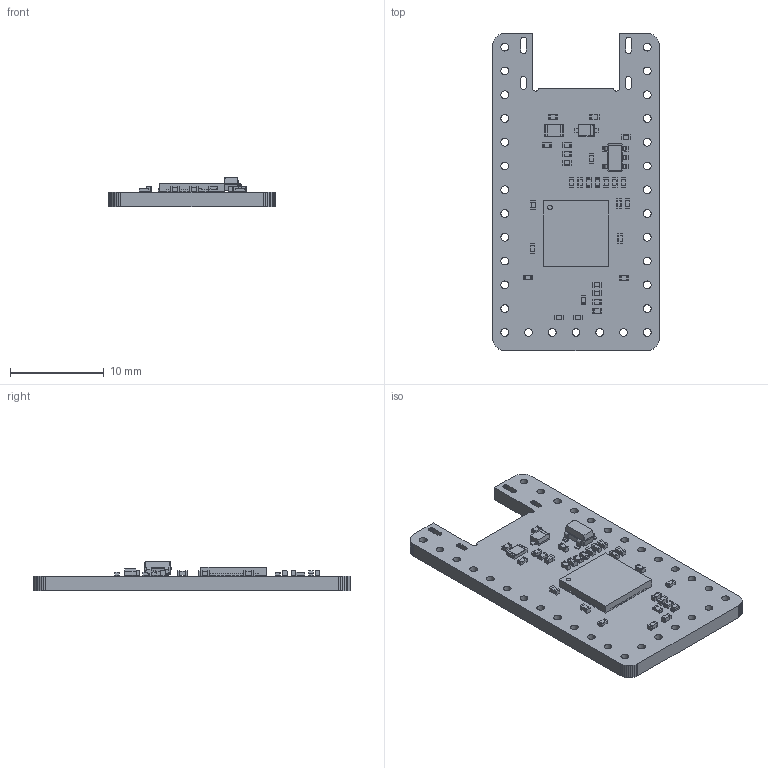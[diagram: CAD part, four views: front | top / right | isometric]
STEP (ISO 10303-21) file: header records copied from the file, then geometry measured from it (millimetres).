
FILE_DESCRIPTION(('KiCad electronic assembly'),'2;1');
FILE_NAME('Frood-rev7.step','2023-07-12T20:54:40',('Pcbnew'),('Kicad'), 'Open CASCADE STEP processor 7.6','KiCad to STEP converter','Unknown' );
FILE_SCHEMA(('AUTOMOTIVE_DESIGN { 1 0 10303 214 1 1 1 1 }'));
Length unit declared in the file: millimetre
Products named in the file (16): Frood-rev7 1; R_0402_1005Metric; SOLID; C_0402_1005Metric; LED_0402_1005Metric; QFN-56-1EP_7x7mm_P0.4mm_EP5.6x5.6mm; D_SOD-323F; SOT-23-5; R_0805_2012Metric; Frood PCB
Assembly tree (41 placements, depth 3):
  Frood-rev7 1
    R_0402_1005Metric  x11
      SOLID
    C_0402_1005Metric  x17
      SOLID
    LED_0402_1005Metric
      SOLID
    QFN-56-1EP_7x7mm_P0.4mm_EP5.6x5.6mm
      SOLID
    D_SOD-323F
      SOLID
    SOT-23-5
      SOLID
    R_0805_2012Metric
      SOLID
    Frood PCB
Bounding box: 17.78 x 33.89 x 3.18 mm (x, y, z)
Volume: 889.5 mm3; surface area: 1633.7 mm2
Topology: 34 solids, 34 shells, 1508 faces, 4094 edges, 2692 vertices
Faces by surface type: plane 1044, cylinder 425, bspline 39
Full cylindrical faces by diameter (mm): 0.35 x9, 0.5 x1, 0.83 x31
Entity records: 60722 total; most frequent: CARTESIAN_POINT 10972, DIRECTION 8332, LINE 6057, VECTOR 6057, ORIENTED_EDGE 4524, PCURVE 4524, DEFINITIONAL_REPRESENTATION 4524, EDGE_CURVE 2262
